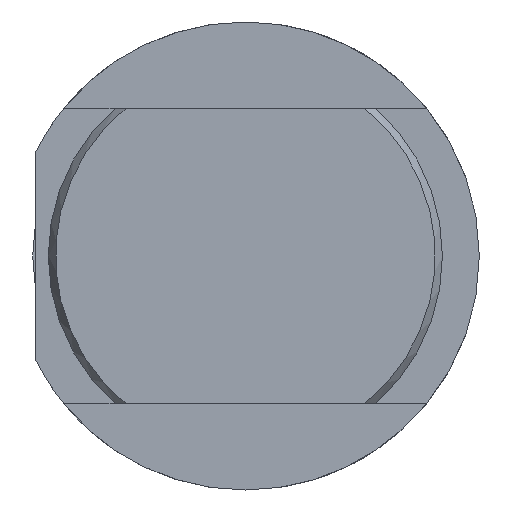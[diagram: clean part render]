
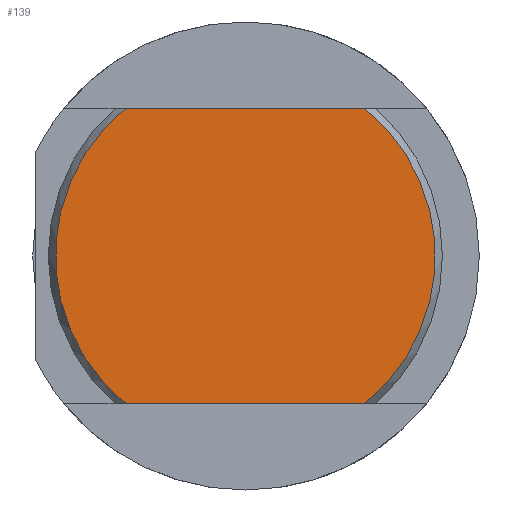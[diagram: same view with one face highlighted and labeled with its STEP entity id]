
A CAD part, left-side view. The second image highlights one B-rep face of the part: STEP entity #139.
In plain terms, the highlighted planar face has unit normal (-1, 0, 0).
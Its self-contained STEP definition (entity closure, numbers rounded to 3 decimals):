
#139 = ADVANCED_FACE ( 'NONE', ( #1754 ), #1478, .F. ) ;
#554 = CARTESIAN_POINT ( 'NONE',  ( 0., -4.844, -6. ) ) ;
#557 = CARTESIAN_POINT ( 'NONE',  ( 0., -4.844, 6. ) ) ;
#656 = CARTESIAN_POINT ( 'NONE',  ( 0., 4.844, 6. ) ) ;
#675 = CARTESIAN_POINT ( 'NONE',  ( 0., 4.844, -6. ) ) ;
#968 = CARTESIAN_POINT ( 'NONE',  ( 0., 7.365, -6. ) ) ;
#972 = CARTESIAN_POINT ( 'NONE',  ( 0., 7.365, 6. ) ) ;
#975 = CARTESIAN_POINT ( 'NONE',  ( 0., 0., 0. ) ) ;
#976 = DIRECTION ( 'NONE',  ( 0., 1., 0. ) ) ;
#978 = DIRECTION ( 'NONE',  ( -1., 0., 0. ) ) ;
#979 = DIRECTION ( 'NONE',  ( 0., 0., -1. ) ) ;
#981 = DIRECTION ( 'NONE',  ( 0., -1., 0. ) ) ;
#987 = CARTESIAN_POINT ( 'NONE',  ( 0., 0., 0. ) ) ;
#998 = DIRECTION ( 'NONE',  ( -1., 0., 0. ) ) ;
#999 = DIRECTION ( 'NONE',  ( 0., 0., -1. ) ) ;
#1295 = LINE ( 'NONE', #968, #1305 ) ;
#1300 = VECTOR ( 'NONE', #981, 1000. ) ;
#1305 = VECTOR ( 'NONE', #976, 1000. ) ;
#1306 = LINE ( 'NONE', #972, #1300 ) ;
#1307 = CIRCLE ( 'NONE', #2678, 7.711 ) ;
#1315 = CIRCLE ( 'NONE', #2683, 7.711 ) ;
#1476 = CARTESIAN_POINT ( 'NONE',  ( 0., 0., 0. ) ) ;
#1478 = PLANE ( 'NONE',  #2557 ) ;
#1482 = DIRECTION ( 'NONE',  ( 0., 0., -1. ) ) ;
#1489 = DIRECTION ( 'NONE',  ( 1., 0., 0. ) ) ;
#1754 = FACE_OUTER_BOUND ( 'NONE', #3414, .T. ) ;
#1941 = VERTEX_POINT ( 'NONE', #554 ) ;
#1944 = VERTEX_POINT ( 'NONE', #557 ) ;
#2101 = VERTEX_POINT ( 'NONE', #656 ) ;
#2123 = VERTEX_POINT ( 'NONE', #675 ) ;
#2355 = EDGE_CURVE ( 'NONE', #1941, #2123, #1295, .T. ) ;
#2356 = EDGE_CURVE ( 'NONE', #1941, #1944, #1307, .T. ) ;
#2357 = EDGE_CURVE ( 'NONE', #2101, #1944, #1306, .T. ) ;
#2363 = EDGE_CURVE ( 'NONE', #2101, #2123, #1315, .T. ) ;
#2557 = AXIS2_PLACEMENT_3D ( 'NONE', #1476, #1489, #1482 ) ;
#2678 = AXIS2_PLACEMENT_3D ( 'NONE', #975, #978, #979 ) ;
#2683 = AXIS2_PLACEMENT_3D ( 'NONE', #987, #998, #999 ) ;
#2862 = ORIENTED_EDGE ( 'NONE', *, *, #2355, .F. ) ;
#2863 = ORIENTED_EDGE ( 'NONE', *, *, #2363, .T. ) ;
#2864 = ORIENTED_EDGE ( 'NONE', *, *, #2357, .F. ) ;
#2865 = ORIENTED_EDGE ( 'NONE', *, *, #2356, .T. ) ;
#3414 = EDGE_LOOP ( 'NONE', ( #2865, #2864, #2863, #2862 ) ) ;
